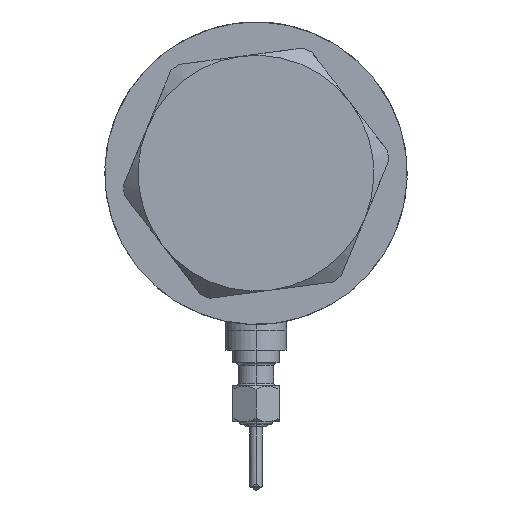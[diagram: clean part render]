
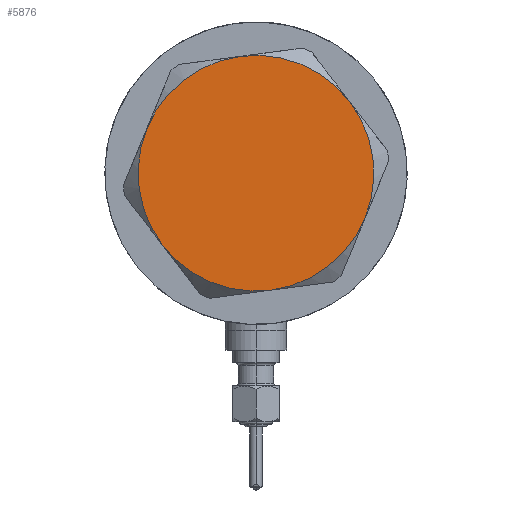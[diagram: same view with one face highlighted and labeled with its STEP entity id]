
A CAD part, left-side view. The second image highlights one B-rep face of the part: STEP entity #5876.
In plain terms, the highlighted face is planar.
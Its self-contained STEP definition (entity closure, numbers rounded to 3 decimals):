
#217 = CARTESIAN_POINT ( 'NONE',  ( -23., 0., 13. ) ) ;
#283 = AXIS2_PLACEMENT_3D ( 'NONE', #5746, #2207, #1723 ) ;
#558 = EDGE_CURVE ( 'NONE', #1167, #575, #3941, .T. ) ;
#575 = VERTEX_POINT ( 'NONE', #4309 ) ;
#636 = AXIS2_PLACEMENT_3D ( 'NONE', #6247, #4160, #5630 ) ;
#715 = DIRECTION ( 'NONE',  ( 0., 0., 1. ) ) ;
#777 = VERTEX_POINT ( 'NONE', #5505 ) ;
#861 = VERTEX_POINT ( 'NONE', #217 ) ;
#1026 = CARTESIAN_POINT ( 'NONE',  ( 0., 0., 13. ) ) ;
#1027 = VERTEX_POINT ( 'NONE', #5855 ) ;
#1130 = CIRCLE ( 'NONE', #6153, 23. ) ;
#1167 = VERTEX_POINT ( 'NONE', #2487 ) ;
#1213 = PLANE ( 'NONE',  #636 ) ;
#1361 = AXIS2_PLACEMENT_3D ( 'NONE', #4754, #715, #4655 ) ;
#1392 = DIRECTION ( 'NONE',  ( 1., 0., 0. ) ) ;
#1693 = EDGE_CURVE ( 'NONE', #1027, #861, #5201, .T. ) ;
#1723 = DIRECTION ( 'NONE',  ( 1., 0., 0. ) ) ;
#1937 = ORIENTED_EDGE ( 'NONE', *, *, #558, .T. ) ;
#2014 = EDGE_CURVE ( 'NONE', #575, #777, #5621, .T. ) ;
#2146 = DIRECTION ( 'NONE',  ( 0., 0., 1. ) ) ;
#2207 = DIRECTION ( 'NONE',  ( 0., 0., 1. ) ) ;
#2487 = CARTESIAN_POINT ( 'NONE',  ( 11.5, -19.919, 13. ) ) ;
#2672 = DIRECTION ( 'NONE',  ( 1., 0., 0. ) ) ;
#2766 = EDGE_CURVE ( 'NONE', #777, #1027, #1130, .T. ) ;
#2858 = ORIENTED_EDGE ( 'NONE', *, *, #1693, .T. ) ;
#3151 = CARTESIAN_POINT ( 'NONE',  ( 0., 0., 13. ) ) ;
#3416 = CARTESIAN_POINT ( 'NONE',  ( -11.5, -19.919, 13. ) ) ;
#3669 = ORIENTED_EDGE ( 'NONE', *, *, #5343, .T. ) ;
#3675 = AXIS2_PLACEMENT_3D ( 'NONE', #5384, #5546, #4006 ) ;
#3738 = DIRECTION ( 'NONE',  ( 1., 0., 0. ) ) ;
#3835 = CARTESIAN_POINT ( 'NONE',  ( 0., 0., 13. ) ) ;
#3941 = CIRCLE ( 'NONE', #6043, 23. ) ;
#3967 = CIRCLE ( 'NONE', #1361, 23. ) ;
#4006 = DIRECTION ( 'NONE',  ( 1., 0., 0. ) ) ;
#4160 = DIRECTION ( 'NONE',  ( 0., 0., 1. ) ) ;
#4309 = CARTESIAN_POINT ( 'NONE',  ( 23., 0., 13. ) ) ;
#4435 = EDGE_CURVE ( 'NONE', #861, #5425, #3967, .T. ) ;
#4655 = DIRECTION ( 'NONE',  ( 1., 0., 0. ) ) ;
#4754 = CARTESIAN_POINT ( 'NONE',  ( 0., 0., 13. ) ) ;
#4994 = ORIENTED_EDGE ( 'NONE', *, *, #2766, .T. ) ;
#5201 = CIRCLE ( 'NONE', #283, 23. ) ;
#5290 = EDGE_LOOP ( 'NONE', ( #1937, #5689, #4994, #2858, #5580, #3669 ) ) ;
#5302 = AXIS2_PLACEMENT_3D ( 'NONE', #3151, #6161, #3738 ) ;
#5343 = EDGE_CURVE ( 'NONE', #5425, #1167, #5446, .T. ) ;
#5384 = CARTESIAN_POINT ( 'NONE',  ( 0., 0., 13. ) ) ;
#5425 = VERTEX_POINT ( 'NONE', #3416 ) ;
#5446 = CIRCLE ( 'NONE', #3675, 23. ) ;
#5505 = CARTESIAN_POINT ( 'NONE',  ( 11.5, 19.919, 13. ) ) ;
#5546 = DIRECTION ( 'NONE',  ( 0., 0., 1. ) ) ;
#5580 = ORIENTED_EDGE ( 'NONE', *, *, #4435, .T. ) ;
#5621 = CIRCLE ( 'NONE', #5302, 23. ) ;
#5630 = DIRECTION ( 'NONE',  ( 1., 0., 0. ) ) ;
#5689 = ORIENTED_EDGE ( 'NONE', *, *, #2014, .T. ) ;
#5746 = CARTESIAN_POINT ( 'NONE',  ( 0., 0., 13. ) ) ;
#5761 = FACE_OUTER_BOUND ( 'NONE', #5290, .T. ) ;
#5855 = CARTESIAN_POINT ( 'NONE',  ( -11.5, 19.919, 13. ) ) ;
#5864 = DIRECTION ( 'NONE',  ( 0., 0., 1. ) ) ;
#5876 = ADVANCED_FACE ( 'NONE', ( #5761 ), #1213, .T. ) ;
#6043 = AXIS2_PLACEMENT_3D ( 'NONE', #3835, #5864, #1392 ) ;
#6153 = AXIS2_PLACEMENT_3D ( 'NONE', #1026, #2146, #2672 ) ;
#6161 = DIRECTION ( 'NONE',  ( 0., 0., 1. ) ) ;
#6247 = CARTESIAN_POINT ( 'NONE',  ( 0., 0., 13. ) ) ;
